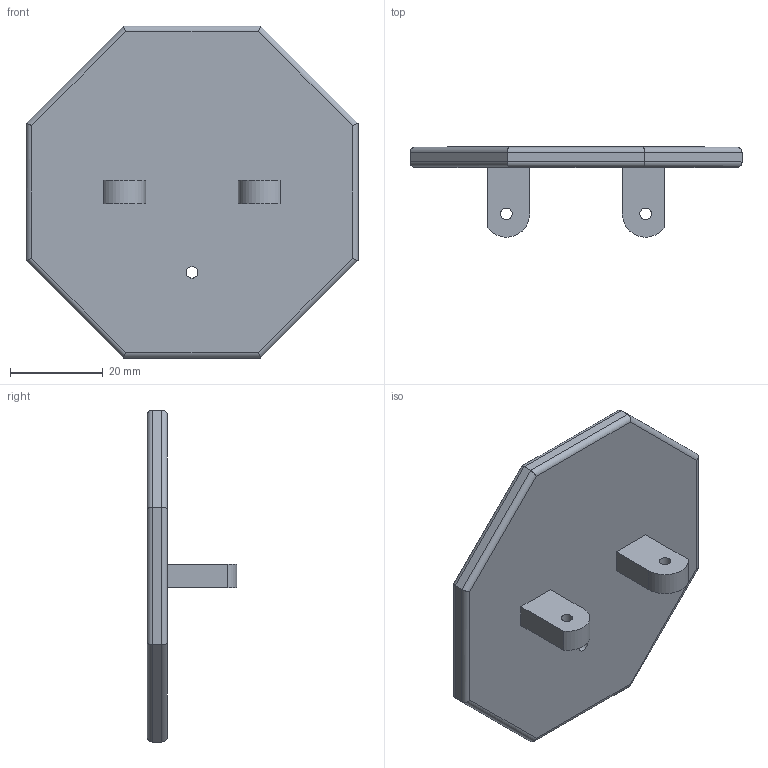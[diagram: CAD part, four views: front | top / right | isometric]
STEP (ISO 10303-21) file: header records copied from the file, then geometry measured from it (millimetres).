
FILE_DESCRIPTION(/* description */ (''),/* implementation_level */ '2;1');
FILE_NAME(/* name */ '(x1)_OV-PAM_n_8_standard_top.stp',/* time_stamp */ '2023-10-19T13:40:27+09:00',/* author */ ('jsw'),/* organization */ (''),/* preprocessor_version */ 'ST-DEVELOPER v19.2',/* originating_system */ 'Autodesk Inventor 2024',/* authorisation */ '');
FILE_SCHEMA (('AUTOMOTIVE_DESIGN { 1 0 10303 214 3 1 1 }'));
Length unit declared in the file: millimetre
Products named in the file (1): OV-PAM_top_2
Bounding box: 71.58 x 19.39 x 71.58 mm (x, y, z)
Volume: 17148.9 mm3; surface area: 10540.8 mm2
Topology: 1 solids, 1 shells, 57 faces, 137 edges, 86 vertices
Faces by surface type: plane 36, cylinder 21
Full cylindrical faces by diameter (mm): 2.5 x3
Entity records: 1684 total; most frequent: CARTESIAN_POINT 281, DIRECTION 279, ORIENTED_EDGE 274, EDGE_CURVE 137, LINE 111, VECTOR 111, VERTEX_POINT 86, AXIS2_PLACEMENT_3D 84
